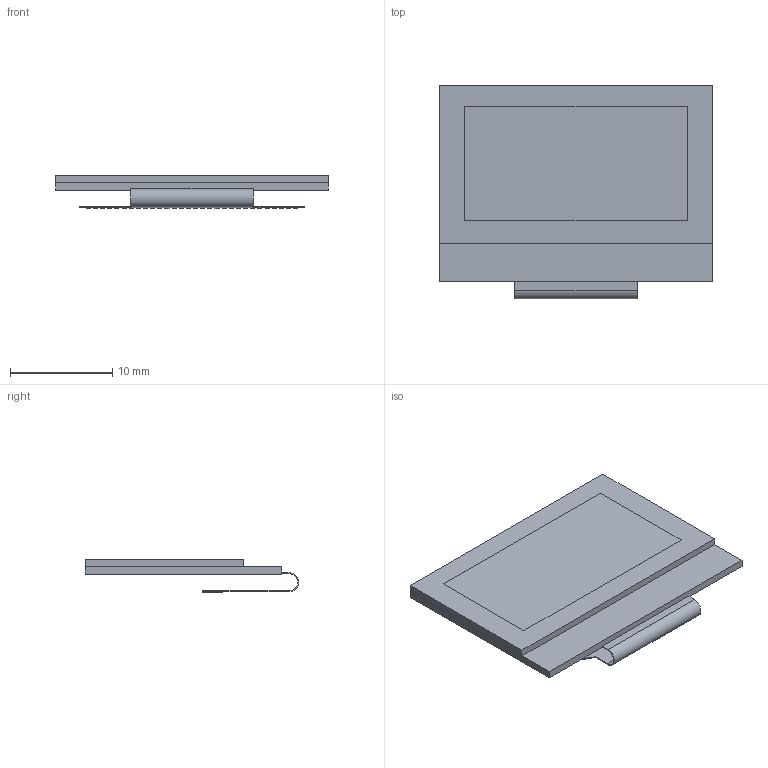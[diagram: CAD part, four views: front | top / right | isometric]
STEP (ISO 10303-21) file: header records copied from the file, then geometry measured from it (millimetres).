
FILE_DESCRIPTION(/* description */ (''),/* implementation_level */ '2;1');
FILE_NAME(/* name */ 'OLED.step',/* time_stamp */ '2023-11-15T02:28:07+01:00',/* author */ (''),/* organization */ (''),/* preprocessor_version */ 'ST-DEVELOPER v20',/* originating_system */ 'Autodesk Translation Framework v12.14.0.127',/* authorisation */ '');
FILE_SCHEMA (('AP203_CONFIGURATION_CONTROLLED_3D_DESIGN_OF_MECHANICAL_PARTS_AND_ASSEMBLIES_MIM_LF { 1 0 10303 203 3 1 4 }','AUTOMOTIVE_DESIGN { 1 0 10303 214 3 1 1 }'));
Length unit declared in the file: millimetre
Products named in the file (1): (Unsaved)
Bounding box: 26.7 x 20.93 x 3.25 mm (x, y, z)
Volume: 697.4 mm3; surface area: 2541.1 mm2
Topology: 34 solids, 34 shells, 374 faces, 918 edges, 612 vertices
Faces by surface type: plane 276, cylinder 98
Full cylindrical faces by diameter (mm): 0.2 x30
Entity records: 11137 total; most frequent: CARTESIAN_POINT 1905, DIRECTION 1864, ORIENTED_EDGE 1836, EDGE_CURVE 918, LINE 722, VECTOR 722, VERTEX_POINT 612, AXIS2_PLACEMENT_3D 571
